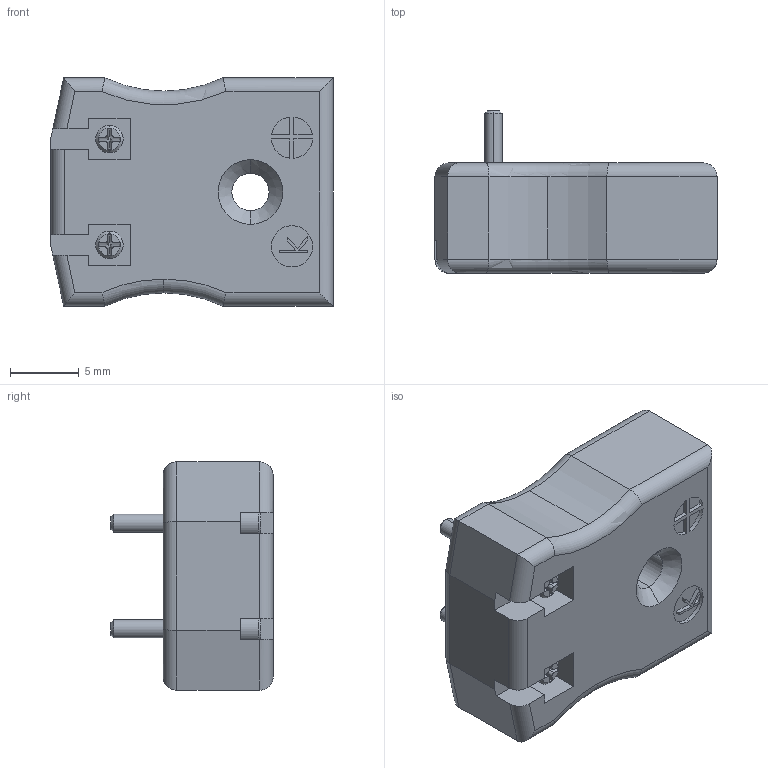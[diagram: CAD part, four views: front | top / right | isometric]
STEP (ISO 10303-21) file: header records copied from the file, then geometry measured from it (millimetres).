
FILE_DESCRIPTION (( 'STEP AP214' ), '1' );
FILE_NAME ('thermocouple.STEP', '2016-12-04T10:51:53', ( '' ), ( '' ), 'SwSTEP 2.0', 'SolidWorks 2016', '' );
FILE_SCHEMA (( 'AUTOMOTIVE_DESIGN' ));
Length unit declared in the file: millimetre
Products named in the file (1): thermocouple
Bounding box: 20.5 x 11.8 x 16.6 mm (x, y, z)
Volume: 2411.5 mm3; surface area: 1655.3 mm2
Topology: 5 solids, 5 shells, 211 faces, 494 edges, 306 vertices
Faces by surface type: plane 138, cylinder 55, cone 12, torus 6
Entity records: 7010 total; most frequent: CARTESIAN_POINT 1158, DIRECTION 988, ORIENTED_EDGE 988, EDGE_CURVE 494, LINE 352, VECTOR 352, AXIS2_PLACEMENT_3D 318, VERTEX_POINT 306
